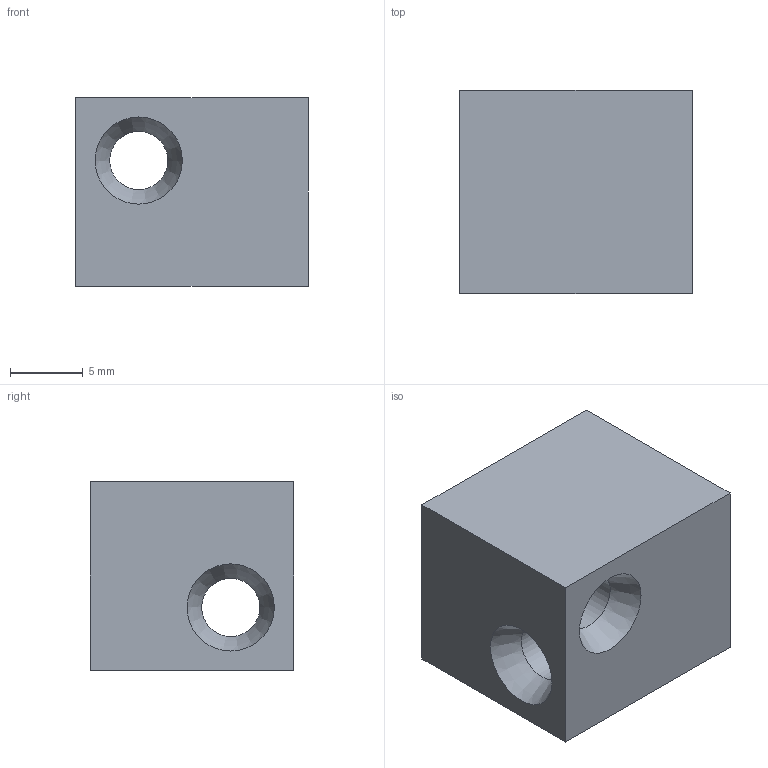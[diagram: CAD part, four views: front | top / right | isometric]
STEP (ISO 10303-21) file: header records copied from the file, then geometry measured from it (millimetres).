
FILE_DESCRIPTION(('FreeCAD Model'),'2;1');
FILE_NAME('Open CASCADE Shape Model','2025-04-21T13:13:56',(''),(''), 'Open CASCADE STEP processor 7.8','FreeCAD','Unknown');
FILE_SCHEMA(('CONFIG_CONTROL_DESIGN','SHAPE_APPEARANCE_LAYER_MIM'));
Length unit declared in the file: millimetre
Products named in the file (1): Body
Bounding box: 16 x 14 x 13 mm (x, y, z)
Volume: 2505.7 mm3; surface area: 1543.3 mm2
Topology: 1 solids, 1 shells, 10 faces, 22 edges, 14 vertices
Faces by surface type: plane 6, cone 2, cylinder 2
Full cylindrical faces by diameter (mm): 4 x2
Entity records: 628 total; most frequent: CARTESIAN_POINT 103, DIRECTION 92, LINE 56, VECTOR 56, ORIENTED_EDGE 44, PCURVE 44, DEFINITIONAL_REPRESENTATION 44, EDGE_CURVE 22
